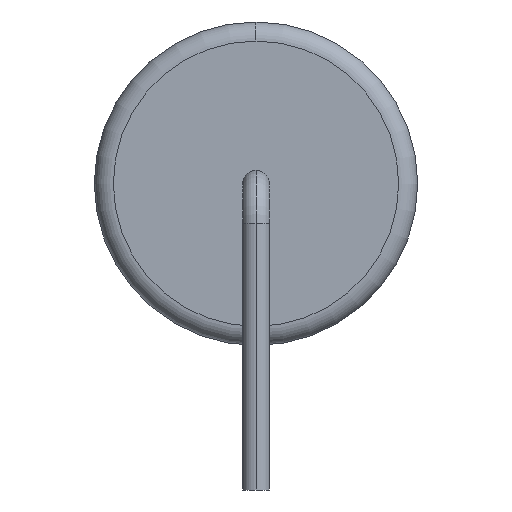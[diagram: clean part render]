
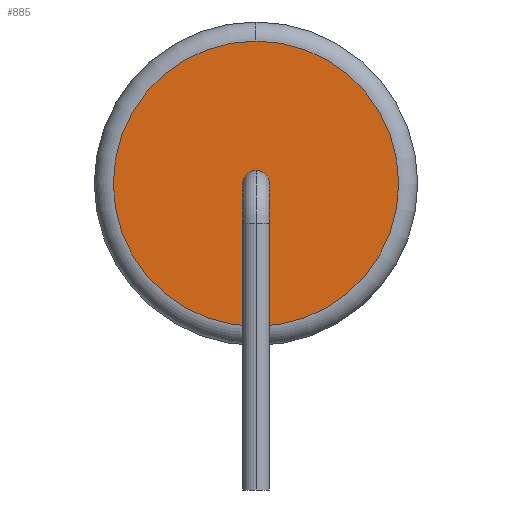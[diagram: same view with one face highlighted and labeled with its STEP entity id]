
A CAD part, left-side view. The second image highlights one B-rep face of the part: STEP entity #885.
In plain terms, the highlighted planar face has unit normal (-1, 0, 0).
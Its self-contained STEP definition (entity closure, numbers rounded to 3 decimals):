
#643=CARTESIAN_POINT('',(-16.0,0.0,0.5));
#644=VERTEX_POINT('',#643);
#670=CARTESIAN_POINT('',(-16.0,0.,8.));
#671=VERTEX_POINT('',#670);
#679=CARTESIAN_POINT('',(-16.0,0.0,4.25));
#680=DIRECTION('',(1.0,0.0,0.0));
#681=DIRECTION('',(0.0,-1.0,0.0));
#682=AXIS2_PLACEMENT_3D('',#679,#680,#681);
#683=CIRCLE('',#682,3.75);
#684=EDGE_CURVE('',#671,#644,#683,.T.);
#853=CARTESIAN_POINT('',(-16.0,3.75,4.25));
#854=VERTEX_POINT('',#853);
#855=CARTESIAN_POINT('',(-16.0,0.0,4.25));
#856=DIRECTION('',(1.0,0.0,0.0));
#857=DIRECTION('',(0.0,-1.0,0.0));
#858=AXIS2_PLACEMENT_3D('',#855,#856,#857);
#859=CIRCLE('',#858,3.75);
#860=EDGE_CURVE('',#644,#854,#859,.T.);
#862=CARTESIAN_POINT('',(-16.0,0.0,4.25));
#863=DIRECTION('',(1.0,0.0,0.0));
#864=DIRECTION('',(0.0,-1.0,0.0));
#865=AXIS2_PLACEMENT_3D('',#862,#863,#864);
#866=CIRCLE('',#865,3.75);
#867=EDGE_CURVE('',#854,#671,#866,.T.);
#875=CARTESIAN_POINT('',(-16.0,0.0,4.25));
#876=DIRECTION('',(1.0,0.0,0.0));
#877=DIRECTION('',(0.0,0.0,-1.0));
#878=AXIS2_PLACEMENT_3D('',#875,#876,#877);
#879=PLANE('',#878);
#880=ORIENTED_EDGE('',*,*,#867,.F.);
#881=ORIENTED_EDGE('',*,*,#860,.F.);
#882=ORIENTED_EDGE('',*,*,#684,.F.);
#883=EDGE_LOOP('',(#880,#881,#882));
#884=FACE_OUTER_BOUND('',#883,.T.);
#885=ADVANCED_FACE('',(#884),#879,.F.);
